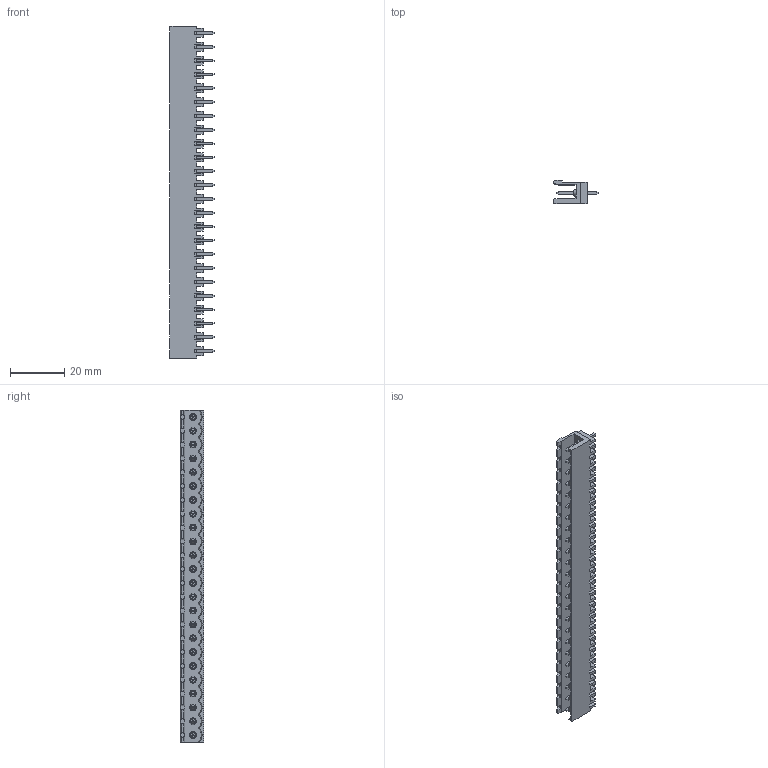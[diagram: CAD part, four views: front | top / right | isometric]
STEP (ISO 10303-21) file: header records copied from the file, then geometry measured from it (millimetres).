
FILE_DESCRIPTION( ( 'STEP AP214' ), '1' );
FILE_NAME( 'PV24-5,08-V.stp', ' ', ( ' ' ), ( ' ' ), 'PSStep 14.0', 'VISI 19.0', ' ' );
FILE_SCHEMA( ( 'AUTOMOTIVE_DESIGN { 1 0 10303 214 1 1 1 1 }' ) );
Length unit declared in the file: millimetre
Products named in the file (1): 1
Bounding box: 16.2 x 8.5 x 121.92 mm (x, y, z)
Volume: 5279.2 mm3; surface area: 9737 mm2
Topology: 1 solids, 1 shells, 927 faces, 2343 edges, 1490 vertices
Faces by surface type: plane 855, cone 48, cylinder 24
Entity records: 34214 total; most frequent: CARTESIAN_POINT 4833, ORIENTED_EDGE 4590, DIRECTION 4223, EDGE_CURVE 2295, LINE 2127, VECTOR 2127, VERTEX_POINT 1466, AXIS2_PLACEMENT_3D 1048
